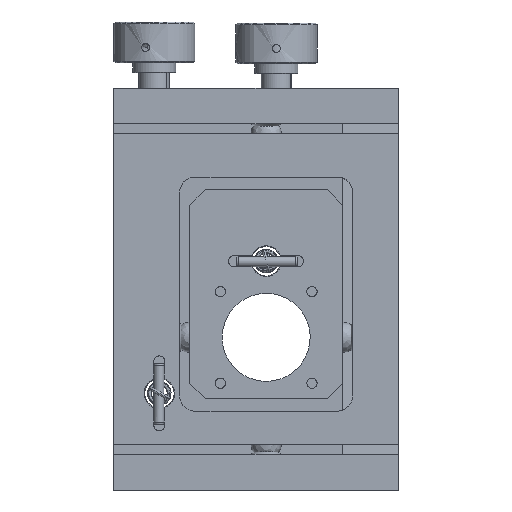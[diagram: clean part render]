
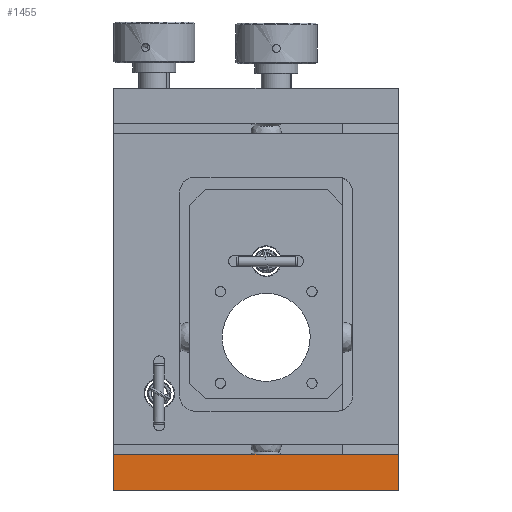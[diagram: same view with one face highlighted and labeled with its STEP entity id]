
A CAD part, front view. The second image highlights one B-rep face of the part: STEP entity #1455.
In plain terms, the highlighted free-form (B-spline) face has degree [1, 1] with [2, 2] control points.
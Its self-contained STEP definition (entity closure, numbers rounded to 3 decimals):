
#1455=ADVANCED_FACE('',(#2365),#33077,.T.);
#2365=FACE_OUTER_BOUND('',#3363,.T.);
#3363=EDGE_LOOP('',(#7392,#7393,#7394,#7395));
#7392=ORIENTED_EDGE('',*,*,#24219,.T.);
#7393=ORIENTED_EDGE('',*,*,#24220,.T.);
#7394=ORIENTED_EDGE('',*,*,#24217,.F.);
#7395=ORIENTED_EDGE('',*,*,#24221,.T.);
#13811=PCURVE('',#33076,#18693);
#13823=PCURVE('',#33077,#18705);
#13824=PCURVE('',#33077,#18706);
#13825=PCURVE('',#33077,#18707);
#13826=PCURVE('',#33077,#18708);
#13914=PCURVE('',#33083,#18796);
#13922=PCURVE('',#33084,#18804);
#13942=PCURVE('',#33085,#18824);
#18693=DEFINITIONAL_REPRESENTATION('',(#29360),#115413);
#18705=DEFINITIONAL_REPRESENTATION('',(#29365),#115413);
#18706=DEFINITIONAL_REPRESENTATION('',(#29367),#115413);
#18707=DEFINITIONAL_REPRESENTATION('',(#29368),#115413);
#18708=DEFINITIONAL_REPRESENTATION('',(#29370),#115413);
#18796=DEFINITIONAL_REPRESENTATION('',(#29446),#115413);
#18804=DEFINITIONAL_REPRESENTATION('',(#29452),#115413);
#18824=DEFINITIONAL_REPRESENTATION('',(#29460),#115413);
#21712=SURFACE_CURVE('',#29359,(#13811,#13825),.PCURVE_S1.);
#21714=SURFACE_CURVE('',#29364,(#13823,#13922),.PCURVE_S1.);
#21715=SURFACE_CURVE('',#29366,(#13824,#13942),.PCURVE_S1.);
#21716=SURFACE_CURVE('',#29369,(#13826,#13914),.PCURVE_S1.);
#24217=EDGE_CURVE('',#31909,#31910,#21712,.T.);
#24219=EDGE_CURVE('',#31911,#31912,#21714,.T.);
#24220=EDGE_CURVE('',#31912,#31910,#21715,.T.);
#24221=EDGE_CURVE('',#31909,#31911,#21716,.T.);
#29359=B_SPLINE_CURVE_WITH_KNOTS('',1,(#58126,#58127),.UNSPECIFIED.,.F.,
 .F.,(2,2),(-56.,0.),.UNSPECIFIED.);
#29360=B_SPLINE_CURVE_WITH_KNOTS('',1,(#58128,#58129),.UNSPECIFIED.,.F.,
 .F.,(2,2),(-56.,0.),.UNSPECIFIED.);
#29364=B_SPLINE_CURVE_WITH_KNOTS('',1,(#58169,#58170),.UNSPECIFIED.,.F.,
 .F.,(2,2),(0.,56.),.UNSPECIFIED.);
#29365=B_SPLINE_CURVE_WITH_KNOTS('',1,(#58171,#58172),.UNSPECIFIED.,.F.,
 .F.,(2,2),(0.,56.),.UNSPECIFIED.);
#29366=B_SPLINE_CURVE_WITH_KNOTS('',1,(#58173,#58174),.UNSPECIFIED.,.F.,
 .F.,(2,2),(0.,7.),.UNSPECIFIED.);
#29367=B_SPLINE_CURVE_WITH_KNOTS('',1,(#58175,#58176),.UNSPECIFIED.,.F.,
 .F.,(2,2),(0.,7.),.UNSPECIFIED.);
#29368=B_SPLINE_CURVE_WITH_KNOTS('',1,(#58177,#58178),.UNSPECIFIED.,.F.,
 .F.,(2,2),(-56.,0.),.UNSPECIFIED.);
#29369=B_SPLINE_CURVE_WITH_KNOTS('',1,(#58179,#58180),.UNSPECIFIED.,.F.,
 .F.,(2,2),(0.,7.),.UNSPECIFIED.);
#29370=B_SPLINE_CURVE_WITH_KNOTS('',1,(#58181,#58182),.UNSPECIFIED.,.F.,
 .F.,(2,2),(0.,7.),.UNSPECIFIED.);
#29446=B_SPLINE_CURVE_WITH_KNOTS('',1,(#58505,#58506),.UNSPECIFIED.,.F.,
 .F.,(2,2),(0.,7.),.UNSPECIFIED.);
#29452=B_SPLINE_CURVE_WITH_KNOTS('',1,(#58528,#58529),.UNSPECIFIED.,.F.,
 .F.,(2,2),(0.,56.),.UNSPECIFIED.);
#29460=B_SPLINE_CURVE_WITH_KNOTS('',1,(#58588,#58589),.UNSPECIFIED.,.F.,
 .F.,(2,2),(0.,7.),.UNSPECIFIED.);
#31909=VERTEX_POINT('',#55952);
#31910=VERTEX_POINT('',#55953);
#31911=VERTEX_POINT('',#55954);
#31912=VERTEX_POINT('',#55955);
#33076=B_SPLINE_SURFACE_WITH_KNOTS('',1,1,((#55604,#55605),(#55606,#55607)),
 .UNSPECIFIED.,.F.,.F.,.F.,(2,2),(2,2),(0.,15.646),
(-67.44,0.),.UNSPECIFIED.);
#33077=B_SPLINE_SURFACE_WITH_KNOTS('',1,1,((#55608,#55609),(#55610,#55611)),
 .UNSPECIFIED.,.F.,.F.,.F.,(2,2),(2,2),(0.,67.44),
(0.,8.64),.UNSPECIFIED.);
#33083=B_SPLINE_SURFACE_WITH_KNOTS('',1,1,((#55758,#55759),(#55760,#55761)),
 .UNSPECIFIED.,.F.,.F.,.F.,(2,2),(2,2),(-95.04,0.),(-27.84,
0.),.UNSPECIFIED.);
#33084=B_SPLINE_SURFACE_WITH_KNOTS('',1,1,((#55762,#55763),(#55764,#55765)),
 .UNSPECIFIED.,.F.,.F.,.F.,(2,2),(2,2),(0.,27.84),
(-67.44,0.),.UNSPECIFIED.);
#33085=B_SPLINE_SURFACE_WITH_KNOTS('',1,1,((#55766,#55767),(#55768,#55769)),
 .UNSPECIFIED.,.F.,.F.,.F.,(2,2),(2,2),(-95.04,0.),(-27.84,
0.),.UNSPECIFIED.);
#55604=CARTESIAN_POINT('',(-5.72,7.,102.078));
#55605=CARTESIAN_POINT('',(61.72,7.,102.078));
#55606=CARTESIAN_POINT('',(-5.72,7.,117.723));
#55607=CARTESIAN_POINT('',(61.72,7.,117.723));
#55608=CARTESIAN_POINT('',(-5.72,-0.82,116.32));
#55609=CARTESIAN_POINT('',(-5.72,7.82,116.32));
#55610=CARTESIAN_POINT('',(61.72,-0.82,116.32));
#55611=CARTESIAN_POINT('',(61.72,7.82,116.32));
#55758=CARTESIAN_POINT('',(0.,87.02,90.9));
#55759=CARTESIAN_POINT('',(0.,87.02,118.74));
#55760=CARTESIAN_POINT('',(0.,-8.02,90.9));
#55761=CARTESIAN_POINT('',(0.,-8.02,118.74));
#55762=CARTESIAN_POINT('',(-5.72,0.,118.74));
#55763=CARTESIAN_POINT('',(61.72,0.,118.74));
#55764=CARTESIAN_POINT('',(-5.72,0.,90.9));
#55765=CARTESIAN_POINT('',(61.72,0.,90.9));
#55766=CARTESIAN_POINT('',(56.,-8.02,90.9));
#55767=CARTESIAN_POINT('',(56.,-8.02,118.74));
#55768=CARTESIAN_POINT('',(56.,87.02,90.9));
#55769=CARTESIAN_POINT('',(56.,87.02,118.74));
#55952=CARTESIAN_POINT('',(0.,7.,116.32));
#55953=CARTESIAN_POINT('',(56.,7.,116.32));
#55954=CARTESIAN_POINT('',(0.,0.,116.32));
#55955=CARTESIAN_POINT('',(56.,0.,116.32));
#58126=CARTESIAN_POINT('',(0.,7.,116.32));
#58127=CARTESIAN_POINT('',(56.,7.,116.32));
#58128=CARTESIAN_POINT('',(14.242,-61.72));
#58129=CARTESIAN_POINT('',(14.242,-5.72));
#58169=CARTESIAN_POINT('',(0.,0.,116.32));
#58170=CARTESIAN_POINT('',(56.,0.,116.32));
#58171=CARTESIAN_POINT('',(5.72,0.82));
#58172=CARTESIAN_POINT('',(61.72,0.82));
#58173=CARTESIAN_POINT('',(56.,0.,116.32));
#58174=CARTESIAN_POINT('',(56.,7.,116.32));
#58175=CARTESIAN_POINT('',(61.72,0.82));
#58176=CARTESIAN_POINT('',(61.72,7.82));
#58177=CARTESIAN_POINT('',(5.72,7.82));
#58178=CARTESIAN_POINT('',(61.72,7.82));
#58179=CARTESIAN_POINT('',(0.,7.,116.32));
#58180=CARTESIAN_POINT('',(0.,0.,116.32));
#58181=CARTESIAN_POINT('',(5.72,7.82));
#58182=CARTESIAN_POINT('',(5.72,0.82));
#58505=CARTESIAN_POINT('',(-15.02,-2.42));
#58506=CARTESIAN_POINT('',(-8.02,-2.42));
#58528=CARTESIAN_POINT('',(2.42,-61.72));
#58529=CARTESIAN_POINT('',(2.42,-5.72));
#58588=CARTESIAN_POINT('',(-87.02,-2.42));
#58589=CARTESIAN_POINT('',(-80.02,-2.42));
#115413=(
GEOMETRIC_REPRESENTATION_CONTEXT(2)
PARAMETRIC_REPRESENTATION_CONTEXT()
REPRESENTATION_CONTEXT('pspace','')
);
